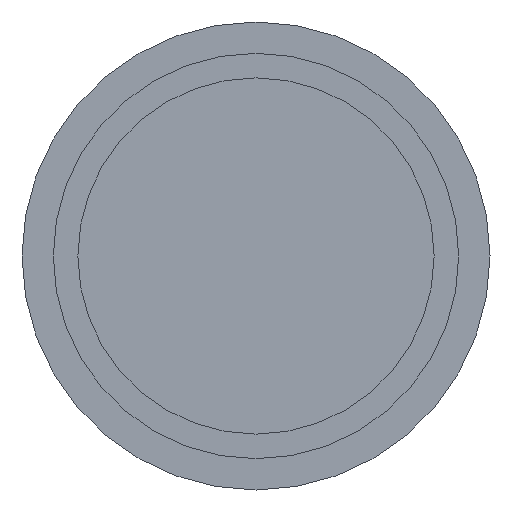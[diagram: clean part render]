
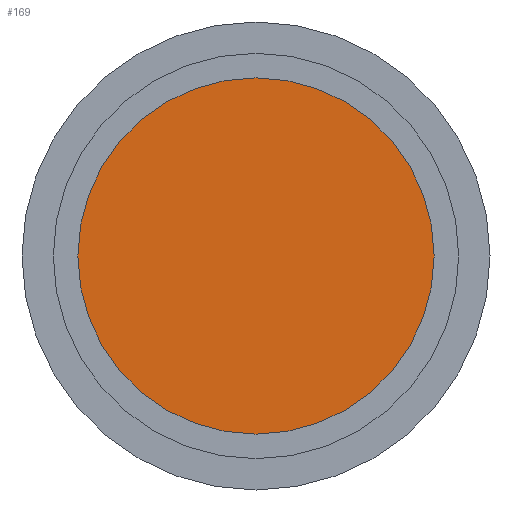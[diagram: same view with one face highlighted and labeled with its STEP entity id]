
A CAD part, front view. The second image highlights one B-rep face of the part: STEP entity #169.
In plain terms, the highlighted planar face has unit normal (0, -1, 0).
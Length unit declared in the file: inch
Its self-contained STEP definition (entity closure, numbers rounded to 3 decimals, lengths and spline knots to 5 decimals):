
#6 = ORIENTED_EDGE ( 'NONE', *, *, #201, .F. ) ;
#8 = AXIS2_PLACEMENT_3D ( 'NONE', #150, #148, #33 ) ;
#33 = DIRECTION ( 'NONE',  ( 1., 0., 0. ) ) ;
#43 = VERTEX_POINT ( 'NONE', #188 ) ;
#75 = FACE_OUTER_BOUND ( 'NONE', #271, .T. ) ;
#100 = CIRCLE ( 'NONE', #186, 1.14173 ) ;
#109 = CARTESIAN_POINT ( 'NONE',  ( -1.14173, 0.25984, 0. ) ) ;
#121 = DIRECTION ( 'NONE',  ( 0., 1., 0. ) ) ;
#125 = CARTESIAN_POINT ( 'NONE',  ( 0., 0.25984, 0. ) ) ;
#148 = DIRECTION ( 'NONE',  ( 0., -1., 0. ) ) ;
#150 = CARTESIAN_POINT ( 'NONE',  ( 0., 0.25984, 0. ) ) ;
#169 = ADVANCED_FACE ( 'NONE', ( #75 ), #235, .T. ) ;
#186 = AXIS2_PLACEMENT_3D ( 'NONE', #233, #121, #216 ) ;
#188 = CARTESIAN_POINT ( 'NONE',  ( 1.14173, 0.25984, 0. ) ) ;
#201 = EDGE_CURVE ( 'NONE', #268, #43, #255, .T. ) ;
#216 = DIRECTION ( 'NONE',  ( -1., 0., 0. ) ) ;
#220 = DIRECTION ( 'NONE',  ( -1., 0., 0. ) ) ;
#233 = CARTESIAN_POINT ( 'NONE',  ( 0., 0.25984, 0. ) ) ;
#235 = PLANE ( 'NONE',  #8 ) ;
#240 = EDGE_CURVE ( 'NONE', #43, #268, #100, .T. ) ;
#255 = CIRCLE ( 'NONE', #260, 1.14173 ) ;
#260 = AXIS2_PLACEMENT_3D ( 'NONE', #125, #283, #220 ) ;
#264 = ORIENTED_EDGE ( 'NONE', *, *, #240, .F. ) ;
#268 = VERTEX_POINT ( 'NONE', #109 ) ;
#271 = EDGE_LOOP ( 'NONE', ( #6, #264 ) ) ;
#283 = DIRECTION ( 'NONE',  ( 0., 1., 0. ) ) ;
